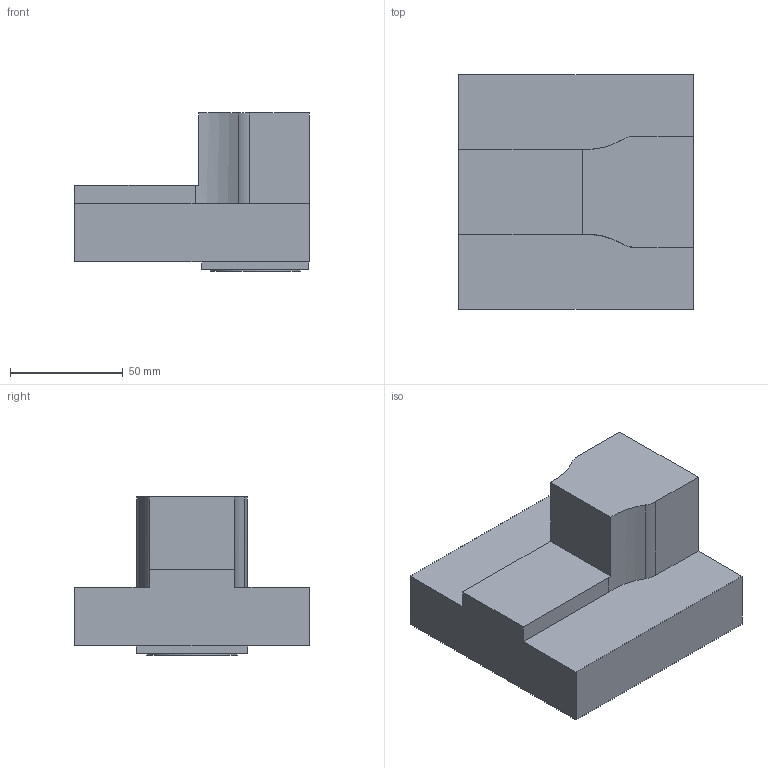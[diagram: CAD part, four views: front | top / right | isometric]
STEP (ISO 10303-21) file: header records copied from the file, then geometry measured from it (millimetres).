
FILE_DESCRIPTION(/* description */ (''),/* implementation_level */ '2;1');
FILE_NAME(/* name */ '1533195085369.stp',/* time_stamp */ '2018-08-02T13:01:35+06:00',/* author */ (''),/* organization */ ('SMS'),/* preprocessor_version */ 'ST-DEVELOPER v15',/* originating_system */ 'SIEMENS PLM Software NX 8.5',/* authorisation */ '');
FILE_SCHEMA (('AUTOMOTIVE_DESIGN { 1 0 10303 214 3 1 1 1 }'));
Length unit declared in the file: millimetre
Products named in the file (1): 201637467mod000_00
Bounding box: 104 x 104 x 70 mm (x, y, z)
Volume: 382090 mm3; surface area: 43621.1 mm2
Topology: 1 solids, 1 shells, 36 faces, 88 edges, 62 vertices
Faces by surface type: plane 23, cylinder 7, cone 6
Full cylindrical faces by diameter (mm): 2.5 x1, 31.6 x1, 40.013 x1
Entity records: 1167 total; most frequent: CARTESIAN_POINT 242, DIRECTION 190, ORIENTED_EDGE 168, EDGE_CURVE 84, AXIS2_PLACEMENT_3D 67, VERTEX_POINT 58, LINE 56, VECTOR 56
